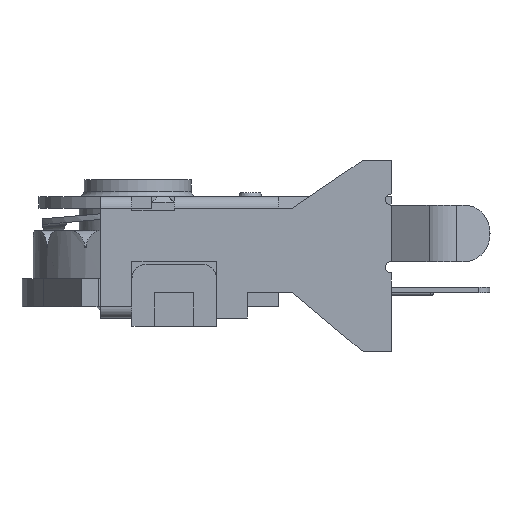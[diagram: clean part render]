
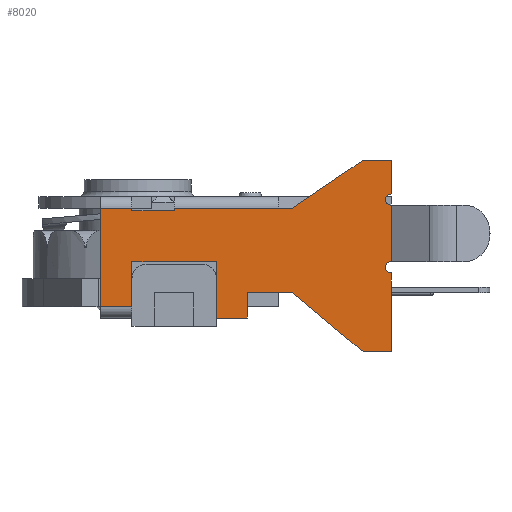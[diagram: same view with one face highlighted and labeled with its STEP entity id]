
A CAD part, front view. The second image highlights one B-rep face of the part: STEP entity #8020.
In plain terms, the highlighted face is planar.
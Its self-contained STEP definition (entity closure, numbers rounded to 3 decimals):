
#449=CIRCLE('',#8706,0.2);
#451=CIRCLE('',#8709,0.2);
#760=FACE_OUTER_BOUND('',#1193,.T.);
#1193=EDGE_LOOP('',(#6476,#6477,#6478,#6479,#6480,#6481,#6482,#6483,#6484,
#6485,#6486,#6487,#6488,#6489,#6490,#6491,#6492,#6493,#6494,#6495,#6496,
#6497,#6498));
#1787=LINE('',#13387,#2655);
#1823=LINE('',#13474,#2691);
#1826=LINE('',#13479,#2694);
#1827=LINE('',#13483,#2695);
#1830=LINE('',#13489,#2698);
#1833=LINE('',#13493,#2701);
#1834=LINE('',#13495,#2702);
#1835=LINE('',#13497,#2703);
#1836=LINE('',#13499,#2704);
#1837=LINE('',#13501,#2705);
#1838=LINE('',#13503,#2706);
#1839=LINE('',#13505,#2707);
#1840=LINE('',#13507,#2708);
#1841=LINE('',#13509,#2709);
#1842=LINE('',#13511,#2710);
#1843=LINE('',#13513,#2711);
#1844=LINE('',#13515,#2712);
#1845=LINE('',#13517,#2713);
#1846=LINE('',#13519,#2714);
#1847=LINE('',#13520,#2715);
#1848=LINE('',#13521,#2716);
#2655=VECTOR('',#10082,10.);
#2691=VECTOR('',#10154,10.);
#2694=VECTOR('',#10159,10.);
#2695=VECTOR('',#10162,10.);
#2698=VECTOR('',#10167,10.);
#2701=VECTOR('',#10172,10.);
#2702=VECTOR('',#10173,10.);
#2703=VECTOR('',#10174,10.);
#2704=VECTOR('',#10175,10.);
#2705=VECTOR('',#10176,10.);
#2706=VECTOR('',#10177,10.);
#2707=VECTOR('',#10178,10.);
#2708=VECTOR('',#10179,10.);
#2709=VECTOR('',#10180,10.);
#2710=VECTOR('',#10181,10.);
#2711=VECTOR('',#10182,10.);
#2712=VECTOR('',#10183,10.);
#2713=VECTOR('',#10184,10.);
#2714=VECTOR('',#10185,10.);
#2715=VECTOR('',#10186,10.);
#2716=VECTOR('',#10187,10.);
#3574=VERTEX_POINT('',#13384);
#3575=VERTEX_POINT('',#13386);
#3585=VERTEX_POINT('',#13421);
#3587=VERTEX_POINT('',#13427);
#3608=VERTEX_POINT('',#13473);
#3609=VERTEX_POINT('',#13477);
#3610=VERTEX_POINT('',#13481);
#3611=VERTEX_POINT('',#13482);
#3612=VERTEX_POINT('',#13487);
#3613=VERTEX_POINT('',#13488);
#3614=VERTEX_POINT('',#13494);
#3615=VERTEX_POINT('',#13496);
#3616=VERTEX_POINT('',#13498);
#3617=VERTEX_POINT('',#13500);
#3618=VERTEX_POINT('',#13502);
#3619=VERTEX_POINT('',#13504);
#3620=VERTEX_POINT('',#13506);
#3621=VERTEX_POINT('',#13508);
#3622=VERTEX_POINT('',#13510);
#3623=VERTEX_POINT('',#13512);
#3624=VERTEX_POINT('',#13514);
#3625=VERTEX_POINT('',#13516);
#3626=VERTEX_POINT('',#13518);
#4578=EDGE_CURVE('',#3574,#3575,#1787,.T.);
#4596=EDGE_CURVE('',#3585,#3575,#449,.T.);
#4600=EDGE_CURVE('',#3574,#3587,#451,.T.);
#4622=EDGE_CURVE('',#3585,#3608,#1823,.T.);
#4625=EDGE_CURVE('',#3609,#3587,#1826,.T.);
#4626=EDGE_CURVE('',#3610,#3611,#1827,.T.);
#4629=EDGE_CURVE('',#3612,#3613,#1830,.T.);
#4632=EDGE_CURVE('',#3612,#3609,#1833,.T.);
#4633=EDGE_CURVE('',#3613,#3614,#1834,.T.);
#4634=EDGE_CURVE('',#3615,#3614,#1835,.T.);
#4635=EDGE_CURVE('',#3615,#3616,#1836,.T.);
#4636=EDGE_CURVE('',#3616,#3617,#1837,.T.);
#4637=EDGE_CURVE('',#3617,#3618,#1838,.T.);
#4638=EDGE_CURVE('',#3619,#3618,#1839,.T.);
#4639=EDGE_CURVE('',#3619,#3620,#1840,.T.);
#4640=EDGE_CURVE('',#3621,#3620,#1841,.T.);
#4641=EDGE_CURVE('',#3622,#3621,#1842,.T.);
#4642=EDGE_CURVE('',#3623,#3622,#1843,.T.);
#4643=EDGE_CURVE('',#3623,#3624,#1844,.T.);
#4644=EDGE_CURVE('',#3625,#3624,#1845,.T.);
#4645=EDGE_CURVE('',#3626,#3625,#1846,.T.);
#4646=EDGE_CURVE('',#3610,#3626,#1847,.T.);
#4647=EDGE_CURVE('',#3611,#3608,#1848,.T.);
#6476=ORIENTED_EDGE('',*,*,#4596,.T.);
#6477=ORIENTED_EDGE('',*,*,#4578,.F.);
#6478=ORIENTED_EDGE('',*,*,#4600,.T.);
#6479=ORIENTED_EDGE('',*,*,#4625,.F.);
#6480=ORIENTED_EDGE('',*,*,#4632,.F.);
#6481=ORIENTED_EDGE('',*,*,#4629,.T.);
#6482=ORIENTED_EDGE('',*,*,#4633,.T.);
#6483=ORIENTED_EDGE('',*,*,#4634,.F.);
#6484=ORIENTED_EDGE('',*,*,#4635,.T.);
#6485=ORIENTED_EDGE('',*,*,#4636,.T.);
#6486=ORIENTED_EDGE('',*,*,#4637,.T.);
#6487=ORIENTED_EDGE('',*,*,#4638,.F.);
#6488=ORIENTED_EDGE('',*,*,#4639,.T.);
#6489=ORIENTED_EDGE('',*,*,#4640,.F.);
#6490=ORIENTED_EDGE('',*,*,#4641,.F.);
#6491=ORIENTED_EDGE('',*,*,#4642,.F.);
#6492=ORIENTED_EDGE('',*,*,#4643,.T.);
#6493=ORIENTED_EDGE('',*,*,#4644,.F.);
#6494=ORIENTED_EDGE('',*,*,#4645,.F.);
#6495=ORIENTED_EDGE('',*,*,#4646,.F.);
#6496=ORIENTED_EDGE('',*,*,#4626,.T.);
#6497=ORIENTED_EDGE('',*,*,#4647,.T.);
#6498=ORIENTED_EDGE('',*,*,#4622,.F.);
#7630=PLANE('',#8716);
#8020=ADVANCED_FACE('',(#760),#7630,.T.);
#8706=AXIS2_PLACEMENT_3D('',#13422,#10118,#10119);
#8709=AXIS2_PLACEMENT_3D('',#13430,#10126,#10127);
#8716=AXIS2_PLACEMENT_3D('',#13492,#10170,#10171);
#10082=DIRECTION('',(0.,-1.,0.));
#10118=DIRECTION('center_axis',(0.,0.,-1.));
#10119=DIRECTION('ref_axis',(1.,0.,0.));
#10126=DIRECTION('center_axis',(0.,0.,-1.));
#10127=DIRECTION('ref_axis',(1.,0.,0.));
#10154=DIRECTION('',(0.,-1.,0.));
#10159=DIRECTION('',(0.,-1.,0.));
#10162=DIRECTION('',(0.766,-0.643,0.));
#10167=DIRECTION('',(-0.827,-0.562,0.));
#10170=DIRECTION('center_axis',(0.,0.,1.));
#10171=DIRECTION('ref_axis',(1.,0.,0.));
#10172=DIRECTION('',(1.,0.,0.));
#10173=DIRECTION('',(-1.,0.,0.));
#10174=DIRECTION('',(1.,0.,0.));
#10175=DIRECTION('',(0.,-1.,0.));
#10176=DIRECTION('',(-1.,0.,0.));
#10177=DIRECTION('',(0.,1.,0.));
#10178=DIRECTION('',(1.,0.,0.));
#10179=DIRECTION('',(0.,-1.,0.));
#10180=DIRECTION('',(-1.,0.,0.));
#10181=DIRECTION('',(0.,-1.,0.));
#10182=DIRECTION('',(-1.,0.,0.));
#10183=DIRECTION('',(0.,-1.,0.));
#10184=DIRECTION('',(-1.,0.,0.));
#10185=DIRECTION('',(0.,-1.,0.));
#10186=DIRECTION('',(-1.,0.,0.));
#10187=DIRECTION('',(1.,0.,0.));
#13384=CARTESIAN_POINT('',(9.,0.1,4.85));
#13386=CARTESIAN_POINT('',(9.,-1.9,4.85));
#13387=CARTESIAN_POINT('',(9.,-5.1,4.85));
#13421=CARTESIAN_POINT('',(9.,-2.3,4.85));
#13422=CARTESIAN_POINT('Origin',(9.,-2.1,4.85));
#13427=CARTESIAN_POINT('',(9.,0.5,4.85));
#13430=CARTESIAN_POINT('Origin',(9.,0.3,4.85));
#13473=CARTESIAN_POINT('',(9.,-5.1,4.85));
#13474=CARTESIAN_POINT('',(9.,-5.1,4.85));
#13477=CARTESIAN_POINT('',(9.,1.7,4.85));
#13479=CARTESIAN_POINT('',(9.,-5.1,4.85));
#13481=CARTESIAN_POINT('',(5.5,-3.,4.85));
#13482=CARTESIAN_POINT('',(8.,-5.1,4.85));
#13483=CARTESIAN_POINT('',(2.768,-0.705,4.85));
#13487=CARTESIAN_POINT('',(8.,1.7,4.85));
#13488=CARTESIAN_POINT('',(5.5,0.,4.85));
#13489=CARTESIAN_POINT('',(4.425,-0.731,4.85));
#13492=CARTESIAN_POINT('Origin',(-1.3,0.,4.85));
#13493=CARTESIAN_POINT('',(5.5,1.7,4.85));
#13494=CARTESIAN_POINT('',(5.,0.,4.85));
#13495=CARTESIAN_POINT('',(1.975,0.,4.85));
#13496=CARTESIAN_POINT('',(1.3,0.,4.85));
#13497=CARTESIAN_POINT('',(0.277,0.,4.85));
#13498=CARTESIAN_POINT('',(1.3,-0.1,4.85));
#13499=CARTESIAN_POINT('',(1.3,0.2,4.85));
#13500=CARTESIAN_POINT('',(-0.2,-0.1,4.85));
#13501=CARTESIAN_POINT('',(-0.336,-0.1,4.85));
#13502=CARTESIAN_POINT('',(-0.2,0.,4.85));
#13503=CARTESIAN_POINT('',(-0.2,0.2,4.85));
#13504=CARTESIAN_POINT('',(-1.3,0.,4.85));
#13505=CARTESIAN_POINT('',(0.277,0.,4.85));
#13506=CARTESIAN_POINT('',(-1.3,-3.5,4.85));
#13507=CARTESIAN_POINT('',(-1.3,0.,4.85));
#13508=CARTESIAN_POINT('',(-0.2,-3.5,4.85));
#13509=CARTESIAN_POINT('',(-1.025,-3.5,4.85));
#13510=CARTESIAN_POINT('',(-0.2,-1.9,4.85));
#13511=CARTESIAN_POINT('',(-0.2,-1.9,4.85));
#13512=CARTESIAN_POINT('',(2.8,-1.9,4.85));
#13513=CARTESIAN_POINT('',(-1.3,-1.9,4.85));
#13514=CARTESIAN_POINT('',(2.8,-3.9,4.85));
#13515=CARTESIAN_POINT('',(2.8,-1.9,4.85));
#13516=CARTESIAN_POINT('',(3.9,-3.9,4.85));
#13517=CARTESIAN_POINT('',(3.9,-3.9,4.85));
#13518=CARTESIAN_POINT('',(3.9,-3.,4.85));
#13519=CARTESIAN_POINT('',(3.9,-3.,4.85));
#13520=CARTESIAN_POINT('',(5.5,-3.,4.85));
#13521=CARTESIAN_POINT('',(5.5,-5.1,4.85));
